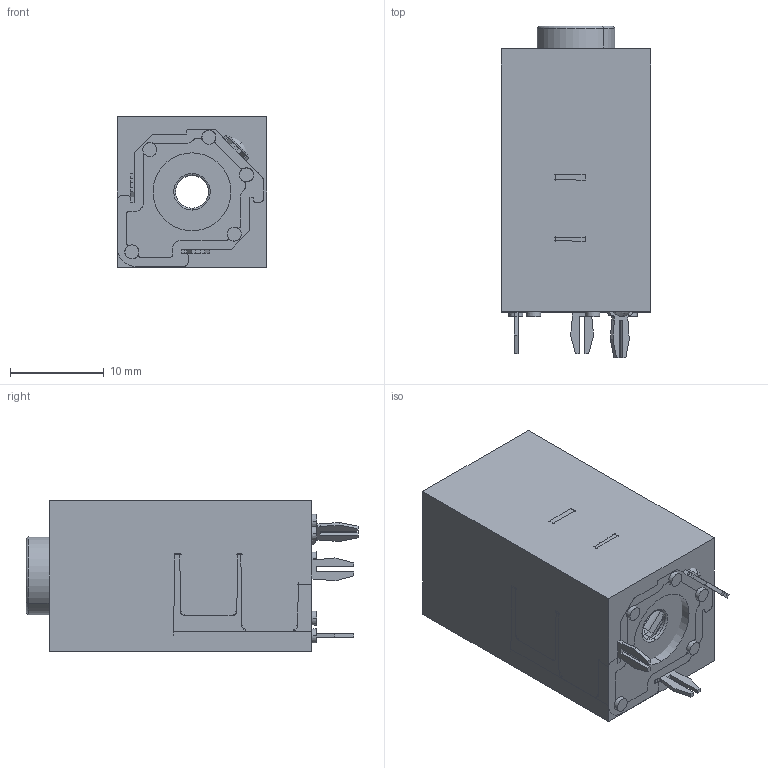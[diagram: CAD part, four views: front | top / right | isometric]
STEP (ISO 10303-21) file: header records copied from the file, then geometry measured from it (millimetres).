
FILE_DESCRIPTION((''),'2;1');
FILE_NAME('RJ3VM-D1_ASM','2021-03-17T',('yuj'),(''),'PRO/ENGINEER BY PARAMETRIC TECHNOLOGY CORPORATION, 2013040','PRO/ENGINEER BY PARAMETRIC TECHNOLOGY CORPORATION, 2013040','');
FILE_SCHEMA(('CONFIG_CONTROL_DESIGN'));
Length unit declared in the file: millimetre
Products named in the file (1): RJ3VM-D1_ASM
Bounding box: 15.9 x 35.35 x 16.02 mm (x, y, z)
Volume: 5699 mm3; surface area: 5928.6 mm2
Topology: 1 solids, 7 shells, 1036 faces, 2547 edges, 1513 vertices
Faces by surface type: cylinder 368, plane 364, sphere 100, bspline 92, cone 58, torus 54
Entity records: 35140 total; most frequent: CARTESIAN_POINT 11933, ORIENTED_EDGE 5067, DIRECTION 4496, EDGE_CURVE 2543, AXIS2_PLACEMENT_3D 1624, VERTEX_POINT 1513, VECTOR 1248, LINE 1248
